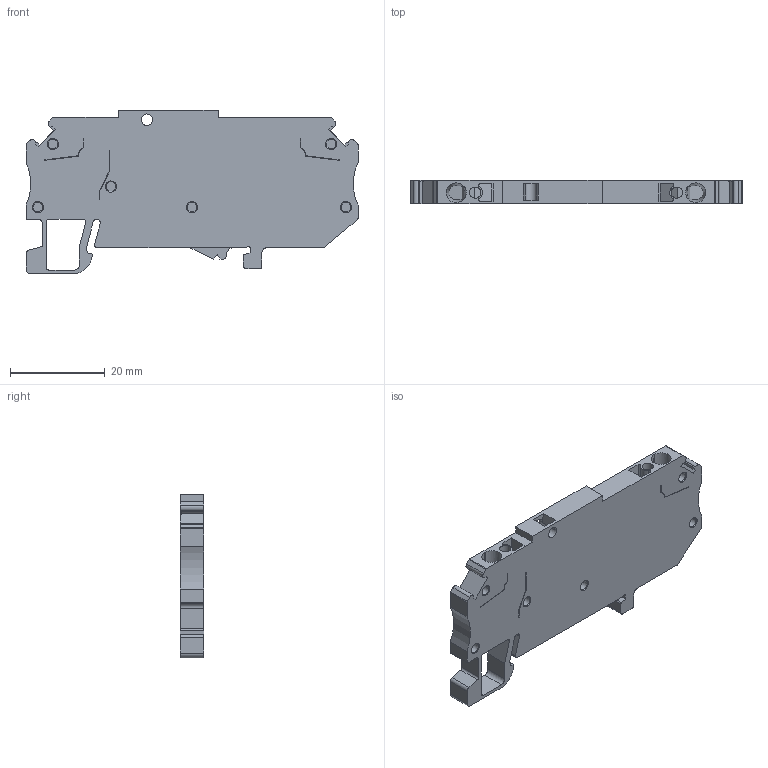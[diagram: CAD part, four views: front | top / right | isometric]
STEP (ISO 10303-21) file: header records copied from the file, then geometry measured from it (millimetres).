
FILE_DESCRIPTION(/* description */ ('Unknown'),/* implementation_level */ '2;1');
FILE_NAME(/* name */ '6DSDT2.5H',/* time_stamp */ '2016-10-13T16:20:20+06:00',/* author */ ('Unknown'),/* organization */ ('Unknown'),/* preprocessor_version */ 'ST-DEVELOPER v16',/* originating_system */ 'DEX',/* authorisation */ $);
FILE_SCHEMA (('AUTOMOTIVE_DESIGN {1 0 10303 214 3 1 1}'));
Length unit declared in the file: millimetre
Products named in the file (1): 6DSDT2.5H
Bounding box: 70 x 5 x 34.5 mm (x, y, z)
Volume: 8790.2 mm3; surface area: 5718.4 mm2
Topology: 1 solids, 1 shells, 204 faces, 579 edges, 391 vertices
Faces by surface type: plane 129, cylinder 59, bspline 8, cone 8
Full cylindrical faces by diameter (mm): 2.05 x6, 2.35 x2, 2.4 x1
Entity records: 7231 total; most frequent: CARTESIAN_POINT 1984, ORIENTED_EDGE 1116, DIRECTION 1016, EDGE_CURVE 558, VERTEX_POINT 386, LINE 366, VECTOR 366, AXIS2_PLACEMENT_3D 325
